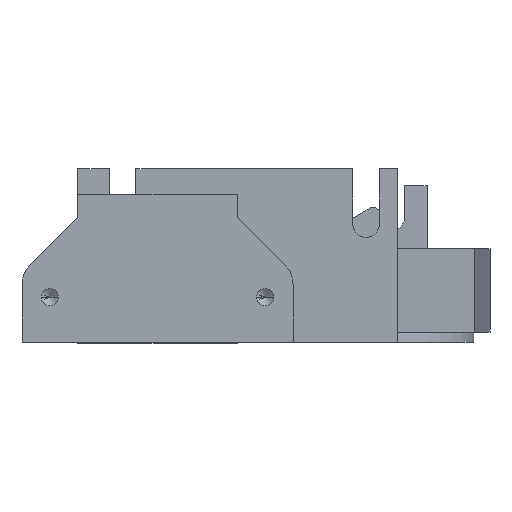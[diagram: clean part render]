
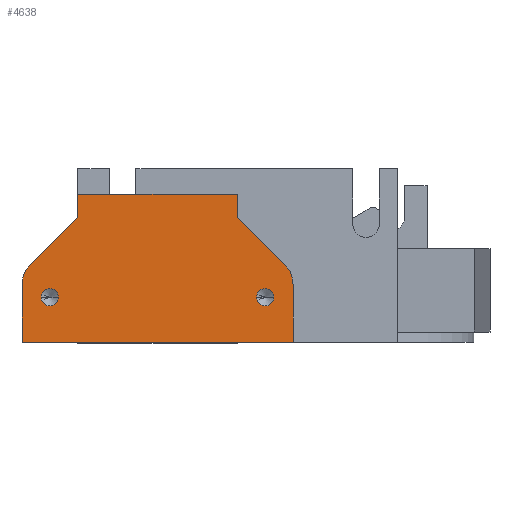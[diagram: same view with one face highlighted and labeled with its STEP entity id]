
A CAD part, left-side view. The second image highlights one B-rep face of the part: STEP entity #4638.
In plain terms, the highlighted planar face has unit normal (-1, 0, 0).
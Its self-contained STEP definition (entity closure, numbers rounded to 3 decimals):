
#61 = VERTEX_POINT ( 'NONE', #4354 ) ;
#237 = VERTEX_POINT ( 'NONE', #4121 ) ;
#250 = CIRCLE ( 'NONE', #6483, 1.25 ) ;
#335 = CARTESIAN_POINT ( 'NONE',  ( -82.317, 21.312, 0.022 ) ) ;
#422 = FACE_OUTER_BOUND ( 'NONE', #5768, .T. ) ;
#435 = VERTEX_POINT ( 'NONE', #2963 ) ;
#438 = AXIS2_PLACEMENT_3D ( 'NONE', #5279, #2137, #2112 ) ;
#463 = CARTESIAN_POINT ( 'NONE',  ( -82.317, 6.5, -5.228 ) ) ;
#490 = ORIENTED_EDGE ( 'NONE', *, *, #1536, .T. ) ;
#507 = VERTEX_POINT ( 'NONE', #335 ) ;
#529 = DIRECTION ( 'NONE',  ( 0., 0., -1. ) ) ;
#556 = DIRECTION ( 'NONE',  ( -1., 0., 0. ) ) ;
#634 = CARTESIAN_POINT ( 'NONE',  ( -82.317, 0., -7.978 ) ) ;
#635 = EDGE_CURVE ( 'NONE', #435, #61, #4602, .T. ) ;
#700 = ORIENTED_EDGE ( 'NONE', *, *, #4614, .F. ) ;
#777 = DIRECTION ( 'NONE',  ( 0., 0.707, -0.707 ) ) ;
#828 = VERTEX_POINT ( 'NONE', #1606 ) ;
#926 = FACE_BOUND ( 'NONE', #1712, .T. ) ;
#1000 = EDGE_CURVE ( 'NONE', #5412, #5506, #4511, .T. ) ;
#1081 = CARTESIAN_POINT ( 'NONE',  ( -82.317, 18., 0.022 ) ) ;
#1203 = ORIENTED_EDGE ( 'NONE', *, *, #2448, .F. ) ;
#1246 = EDGE_LOOP ( 'NONE', ( #5520, #3379 ) ) ;
#1314 = CARTESIAN_POINT ( 'NONE',  ( -82.317, 0., 31.022 ) ) ;
#1536 = EDGE_CURVE ( 'NONE', #828, #4956, #6085, .T. ) ;
#1606 = CARTESIAN_POINT ( 'NONE',  ( -82.317, 11.172, -6.806 ) ) ;
#1613 = ORIENTED_EDGE ( 'NONE', *, *, #5675, .F. ) ;
#1643 = AXIS2_PLACEMENT_3D ( 'NONE', #3580, #3019, #3063 ) ;
#1658 = DIRECTION ( 'NONE',  ( 0., 0., -1. ) ) ;
#1712 = EDGE_LOOP ( 'NONE', ( #1203, #1613 ) ) ;
#1891 = DIRECTION ( 'NONE',  ( -1., 0., 0. ) ) ;
#1913 = DIRECTION ( 'NONE',  ( 0., 0., -1. ) ) ;
#1916 = DIRECTION ( 'NONE',  ( -1., 0., 0. ) ) ;
#2029 = ORIENTED_EDGE ( 'NONE', *, *, #5371, .T. ) ;
#2112 = DIRECTION ( 'NONE',  ( 0., 0., -1. ) ) ;
#2137 = DIRECTION ( 'NONE',  ( -1., 0., 0. ) ) ;
#2194 = EDGE_CURVE ( 'NONE', #4956, #5506, #5135, .T. ) ;
#2255 = DIRECTION ( 'NONE',  ( 0., -1., 0. ) ) ;
#2321 = CARTESIAN_POINT ( 'NONE',  ( -82.317, 0., -7.978 ) ) ;
#2322 = VERTEX_POINT ( 'NONE', #4894 ) ;
#2367 = AXIS2_PLACEMENT_3D ( 'NONE', #5103, #1916, #5774 ) ;
#2402 = LINE ( 'NONE', #3827, #3953 ) ;
#2448 = EDGE_CURVE ( 'NONE', #2322, #2566, #4721, .T. ) ;
#2498 = ORIENTED_EDGE ( 'NONE', *, *, #2194, .T. ) ;
#2540 = CIRCLE ( 'NONE', #2665, 1.25 ) ;
#2566 = VERTEX_POINT ( 'NONE', #463 ) ;
#2606 = DIRECTION ( 'NONE',  ( 0., 0., 1. ) ) ;
#2665 = AXIS2_PLACEMENT_3D ( 'NONE', #4346, #6499, #5891 ) ;
#2723 = LINE ( 'NONE', #4110, #3210 ) ;
#2775 = AXIS2_PLACEMENT_3D ( 'NONE', #3966, #1891, #1913 ) ;
#2779 = LINE ( 'NONE', #3149, #4838 ) ;
#2793 = CARTESIAN_POINT ( 'NONE',  ( -82.317, 8.343, -7.978 ) ) ;
#2862 = CIRCLE ( 'NONE', #438, 4. ) ;
#2963 = CARTESIAN_POINT ( 'NONE',  ( -82.317, 18., 23.022 ) ) ;
#3019 = DIRECTION ( 'NONE',  ( -1., 0., 0. ) ) ;
#3063 = DIRECTION ( 'NONE',  ( 0., 0., 1. ) ) ;
#3113 = LINE ( 'NONE', #1314, #4928 ) ;
#3149 = CARTESIAN_POINT ( 'NONE',  ( -82.317, 21.312, 0.022 ) ) ;
#3180 = EDGE_CURVE ( 'NONE', #4479, #435, #2402, .T. ) ;
#3210 = VECTOR ( 'NONE', #6226, 1000. ) ;
#3379 = ORIENTED_EDGE ( 'NONE', *, *, #4907, .F. ) ;
#3395 = VERTEX_POINT ( 'NONE', #1081 ) ;
#3440 = VERTEX_POINT ( 'NONE', #6817 ) ;
#3580 = CARTESIAN_POINT ( 'NONE',  ( -82.317, 6.5, -3.978 ) ) ;
#3584 = ORIENTED_EDGE ( 'NONE', *, *, #3838, .T. ) ;
#3692 = VECTOR ( 'NONE', #6768, 1000. ) ;
#3729 = VECTOR ( 'NONE', #2255, 1000. ) ;
#3827 = CARTESIAN_POINT ( 'NONE',  ( -82.317, 29.55, 11.472 ) ) ;
#3838 = EDGE_CURVE ( 'NONE', #3395, #828, #2723, .T. ) ;
#3860 = CARTESIAN_POINT ( 'NONE',  ( -82.317, 18.1, 23.022 ) ) ;
#3895 = ORIENTED_EDGE ( 'NONE', *, *, #4682, .T. ) ;
#3911 = VERTEX_POINT ( 'NONE', #6705 ) ;
#3953 = VECTOR ( 'NONE', #777, 1000. ) ;
#3966 = CARTESIAN_POINT ( 'NONE',  ( -82.317, 8.343, -3.978 ) ) ;
#4073 = CARTESIAN_POINT ( 'NONE',  ( -82.317, 11.172, 29.851 ) ) ;
#4110 = CARTESIAN_POINT ( 'NONE',  ( -82.317, 18.05, 0.072 ) ) ;
#4121 = CARTESIAN_POINT ( 'NONE',  ( -82.317, 6.5, 28.272 ) ) ;
#4176 = LINE ( 'NONE', #5656, #3692 ) ;
#4244 = CARTESIAN_POINT ( 'NONE',  ( -82.317, 0., 31.022 ) ) ;
#4346 = CARTESIAN_POINT ( 'NONE',  ( -82.317, 6.5, 27.022 ) ) ;
#4354 = CARTESIAN_POINT ( 'NONE',  ( -82.317, 21.312, 23.022 ) ) ;
#4479 = VERTEX_POINT ( 'NONE', #4073 ) ;
#4511 = LINE ( 'NONE', #4771, #6755 ) ;
#4564 = EDGE_CURVE ( 'NONE', #237, #3911, #250, .T. ) ;
#4602 = LINE ( 'NONE', #3860, #5754 ) ;
#4614 = EDGE_CURVE ( 'NONE', #3395, #507, #4176, .T. ) ;
#4638 = ADVANCED_FACE ( 'NONE', ( #926, #6366, #422 ), #5734, .F. ) ;
#4682 = EDGE_CURVE ( 'NONE', #5412, #3440, #3113, .T. ) ;
#4721 = CIRCLE ( 'NONE', #1643, 1.25 ) ;
#4771 = CARTESIAN_POINT ( 'NONE',  ( -82.317, 0., 23.022 ) ) ;
#4838 = VECTOR ( 'NONE', #1658, 1000. ) ;
#4894 = CARTESIAN_POINT ( 'NONE',  ( -82.317, 6.5, -2.728 ) ) ;
#4907 = EDGE_CURVE ( 'NONE', #3911, #237, #2540, .T. ) ;
#4928 = VECTOR ( 'NONE', #5409, 1000. ) ;
#4956 = VERTEX_POINT ( 'NONE', #2793 ) ;
#5103 = CARTESIAN_POINT ( 'NONE',  ( -82.317, 6.5, -3.978 ) ) ;
#5135 = LINE ( 'NONE', #2321, #3729 ) ;
#5232 = AXIS2_PLACEMENT_3D ( 'NONE', #5717, #6814, #529 ) ;
#5252 = CIRCLE ( 'NONE', #2367, 1.25 ) ;
#5279 = CARTESIAN_POINT ( 'NONE',  ( -82.317, 8.343, 27.022 ) ) ;
#5318 = EDGE_CURVE ( 'NONE', #61, #507, #2779, .T. ) ;
#5371 = EDGE_CURVE ( 'NONE', #3440, #4479, #2862, .T. ) ;
#5409 = DIRECTION ( 'NONE',  ( 0., 1., 0. ) ) ;
#5412 = VERTEX_POINT ( 'NONE', #4244 ) ;
#5499 = ORIENTED_EDGE ( 'NONE', *, *, #635, .T. ) ;
#5506 = VERTEX_POINT ( 'NONE', #634 ) ;
#5520 = ORIENTED_EDGE ( 'NONE', *, *, #4564, .F. ) ;
#5656 = CARTESIAN_POINT ( 'NONE',  ( -82.317, 18.1, 0.022 ) ) ;
#5675 = EDGE_CURVE ( 'NONE', #2566, #2322, #5252, .T. ) ;
#5717 = CARTESIAN_POINT ( 'NONE',  ( -82.317, 18.1, 0.022 ) ) ;
#5734 = PLANE ( 'NONE',  #5232 ) ;
#5754 = VECTOR ( 'NONE', #6524, 1000. ) ;
#5768 = EDGE_LOOP ( 'NONE', ( #5499, #5783, #700, #3584, #490, #2498, #6390, #3895, #2029, #6648 ) ) ;
#5774 = DIRECTION ( 'NONE',  ( 0., 0., 1. ) ) ;
#5783 = ORIENTED_EDGE ( 'NONE', *, *, #5318, .T. ) ;
#5793 = CARTESIAN_POINT ( 'NONE',  ( -82.317, 6.5, 27.022 ) ) ;
#5891 = DIRECTION ( 'NONE',  ( 0., 0., 1. ) ) ;
#6085 = CIRCLE ( 'NONE', #2775, 4. ) ;
#6226 = DIRECTION ( 'NONE',  ( 0., -0.707, -0.707 ) ) ;
#6366 = FACE_BOUND ( 'NONE', #1246, .T. ) ;
#6390 = ORIENTED_EDGE ( 'NONE', *, *, #1000, .F. ) ;
#6411 = DIRECTION ( 'NONE',  ( 0., 0., -1. ) ) ;
#6483 = AXIS2_PLACEMENT_3D ( 'NONE', #5793, #556, #2606 ) ;
#6499 = DIRECTION ( 'NONE',  ( -1., 0., 0. ) ) ;
#6524 = DIRECTION ( 'NONE',  ( 0., 1., 0. ) ) ;
#6648 = ORIENTED_EDGE ( 'NONE', *, *, #3180, .T. ) ;
#6705 = CARTESIAN_POINT ( 'NONE',  ( -82.317, 6.5, 25.772 ) ) ;
#6755 = VECTOR ( 'NONE', #6411, 1000. ) ;
#6768 = DIRECTION ( 'NONE',  ( 0., 1., 0. ) ) ;
#6814 = DIRECTION ( 'NONE',  ( 1., 0., 0. ) ) ;
#6817 = CARTESIAN_POINT ( 'NONE',  ( -82.317, 8.343, 31.022 ) ) ;
